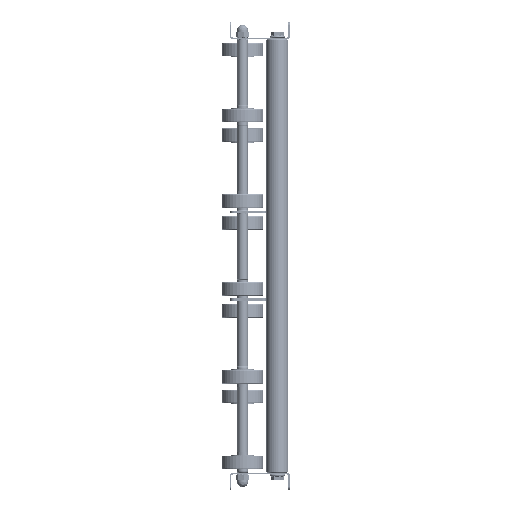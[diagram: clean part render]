
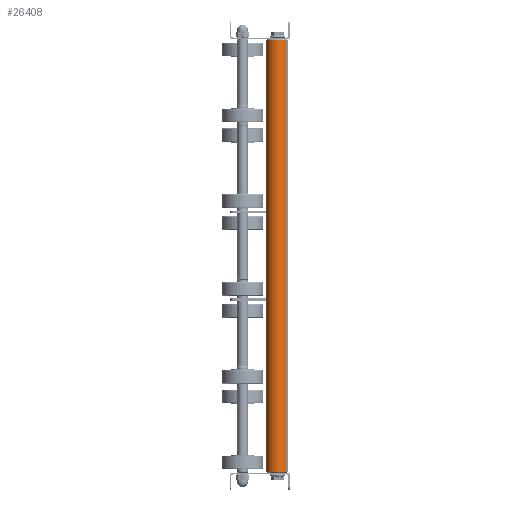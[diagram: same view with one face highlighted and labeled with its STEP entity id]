
A CAD part, left-side view. The second image highlights one B-rep face of the part: STEP entity #26408.
In plain terms, the highlighted cylindrical face has radius 12.5 mm (diameter 25 mm), a partial arc.
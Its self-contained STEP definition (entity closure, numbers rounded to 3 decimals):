
#907 = LINE ( 'NONE', #3901, #13808 ) ;
#982 = VERTEX_POINT ( 'NONE', #3090 ) ;
#1811 = CARTESIAN_POINT ( 'NONE',  ( 1., 0., 12.5 ) ) ;
#1931 = DIRECTION ( 'NONE',  ( 0., 0., -1. ) ) ;
#2231 = ORIENTED_EDGE ( 'NONE', *, *, #34555, .T. ) ;
#3090 = CARTESIAN_POINT ( 'NONE',  ( 499., 0., 12.5 ) ) ;
#3901 = CARTESIAN_POINT ( 'NONE',  ( 500., 0., -12.5 ) ) ;
#5136 = AXIS2_PLACEMENT_3D ( 'NONE', #10671, #25127, #1931 ) ;
#5718 = DIRECTION ( 'NONE',  ( 0., 0., 1. ) ) ;
#6138 = CIRCLE ( 'NONE', #26875, 12.5 ) ;
#7083 = DIRECTION ( 'NONE',  ( 0., 0., -1. ) ) ;
#8535 = CARTESIAN_POINT ( 'NONE',  ( 500., 0., 12.5 ) ) ;
#9143 = CARTESIAN_POINT ( 'NONE',  ( 1., 0., 0. ) ) ;
#9696 = ORIENTED_EDGE ( 'NONE', *, *, #13470, .F. ) ;
#10671 = CARTESIAN_POINT ( 'NONE',  ( 499., 0., 0. ) ) ;
#13228 = AXIS2_PLACEMENT_3D ( 'NONE', #30770, #25387, #5718 ) ;
#13470 = EDGE_CURVE ( 'NONE', #18922, #15107, #907, .T. ) ;
#13808 = VECTOR ( 'NONE', #15249, 1000. ) ;
#15107 = VERTEX_POINT ( 'NONE', #18981 ) ;
#15249 = DIRECTION ( 'NONE',  ( -1., 0., 0. ) ) ;
#15296 = EDGE_CURVE ( 'NONE', #27924, #15107, #6138, .T. ) ;
#16048 = VECTOR ( 'NONE', #19645, 1000. ) ;
#16860 = FACE_OUTER_BOUND ( 'NONE', #22463, .T. ) ;
#17439 = EDGE_CURVE ( 'NONE', #18922, #982, #26476, .T. ) ;
#17932 = ORIENTED_EDGE ( 'NONE', *, *, #17439, .T. ) ;
#18922 = VERTEX_POINT ( 'NONE', #25599 ) ;
#18981 = CARTESIAN_POINT ( 'NONE',  ( 1., 0., -12.5 ) ) ;
#19645 = DIRECTION ( 'NONE',  ( -1., 0., 0. ) ) ;
#22409 = CYLINDRICAL_SURFACE ( 'NONE', #13228, 12.5 ) ;
#22463 = EDGE_LOOP ( 'NONE', ( #9696, #17932, #2231, #28743 ) ) ;
#23951 = DIRECTION ( 'NONE',  ( 1., 0., 0. ) ) ;
#25127 = DIRECTION ( 'NONE',  ( -1., 0., 0. ) ) ;
#25387 = DIRECTION ( 'NONE',  ( -1., 0., 0. ) ) ;
#25599 = CARTESIAN_POINT ( 'NONE',  ( 499., 0., -12.5 ) ) ;
#26408 = ADVANCED_FACE ( 'NONE', ( #16860 ), #22409, .T. ) ;
#26476 = CIRCLE ( 'NONE', #5136, 12.5 ) ;
#26875 = AXIS2_PLACEMENT_3D ( 'NONE', #9143, #23951, #7083 ) ;
#27924 = VERTEX_POINT ( 'NONE', #1811 ) ;
#28743 = ORIENTED_EDGE ( 'NONE', *, *, #15296, .T. ) ;
#30770 = CARTESIAN_POINT ( 'NONE',  ( 500., 0., 0. ) ) ;
#33942 = LINE ( 'NONE', #8535, #16048 ) ;
#34555 = EDGE_CURVE ( 'NONE', #982, #27924, #33942, .T. ) ;
